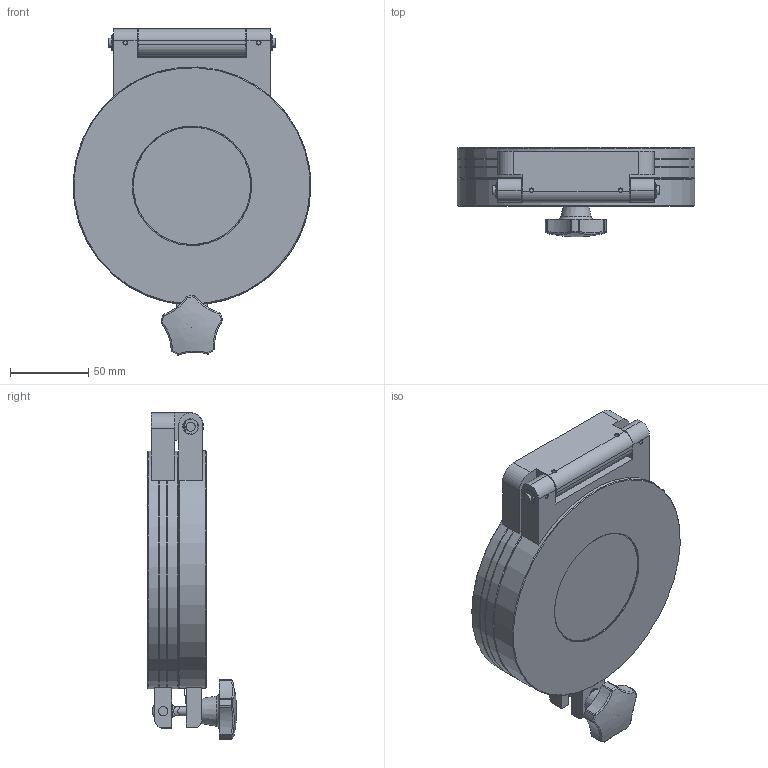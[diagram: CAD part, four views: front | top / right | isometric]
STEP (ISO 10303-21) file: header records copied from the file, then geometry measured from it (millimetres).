
FILE_DESCRIPTION (( 'STEP AP214' ), '1' );
FILE_NAME ('QAD100.STEP', '2022-05-10T08:57:21', ( '' ), ( '' ), 'SwSTEP 2.0', 'SolidWorks 2022', '' );
FILE_SCHEMA (( 'AUTOMOTIVE_DESIGN' ));
Length unit declared in the file: millimetre
Products named in the file (17): VPZ64LA-OPTIC; QAD100-04; QAD100-SLEEVE; QAD100-PIN; Copy of CATCH PIN CIRCLIP^Assem3; QAD100-HB1; QAD100-03; QAD100-01; BOLT BLOCK; WDS-810-206-40; QAD100-HB2; CATCH BLOCK; QAD100; WDS-8148-212; QAD100-HINGE; VPZ64-LA-0200; CATCH PIN
Assembly tree (20 placements, depth 3):
  QAD100
    BOLT BLOCK
    CATCH BLOCK
    CATCH PIN
    WDS-810-206-40
    WDS-8148-212
    QAD100-01
    QAD100-HINGE
      QAD100-HB2
      QAD100-HB1
      QAD100-SLEEVE  x4
      QAD100-PIN
      Copy of CATCH PIN CIRCLIP^Assem3  x2
    QAD100-04
      QAD100-03
      VPZ64-LA-0200
      VPZ64LA-OPTIC
Bounding box: 151.6 x 56.62 x 207.99 mm (x, y, z)
Volume: 537611.5 mm3; surface area: 144702.8 mm2
Topology: 18 solids, 18 shells, 326 faces, 708 edges, 449 vertices
Faces by surface type: cylinder 141, plane 113, bspline 24, torus 22, cone 16, sphere 10
Full cylindrical faces by diameter (mm): 2.5 x8, 4.2 x2, 4.5 x1, 5.85 x3, 5.95 x1, 5.98 x1, 6 x10, 8 x4, 8.3 x16, 9 x1, 10 x4, 13 x16, 63.7 x1, 64.7 x1, 64.8 x1, 65.8 x1, 67.8 x1, 69.5 x1, 70.5 x1, 71.3 x1, 72 x1, 74.8 x1, 75 x1, 76 x1, 76.2 x1, 101 x1, 114.788 x1, 120.75 x1, 151.61 x4
Entity records: 10678 total; most frequent: CARTESIAN_POINT 3075, DIRECTION 1390, ORIENTED_EDGE 1078, AXIS2_PLACEMENT_3D 614, EDGE_CURVE 539, EDGE_LOOP 509, VERTEX_POINT 404, FACE_OUTER_BOUND 397
